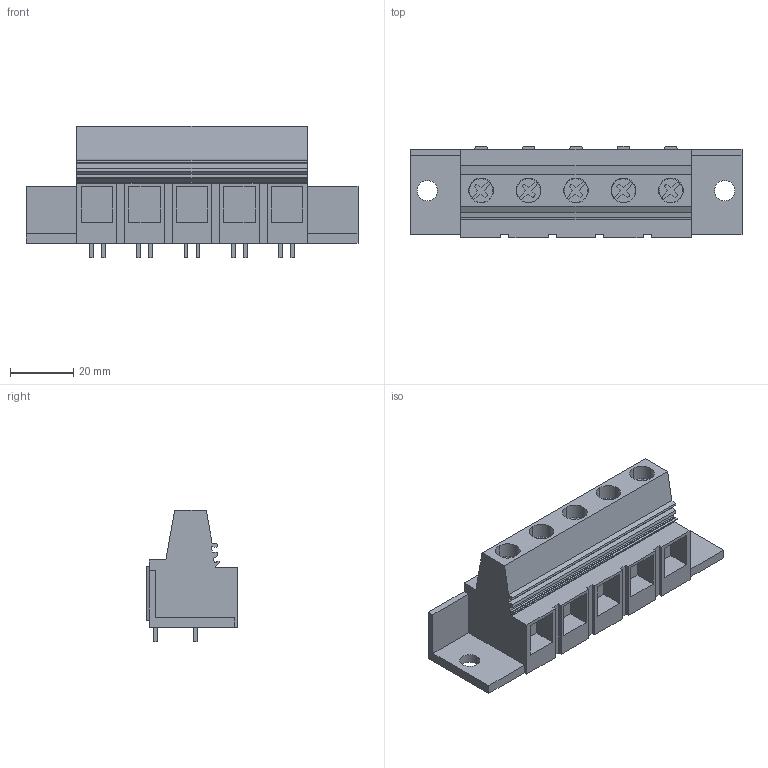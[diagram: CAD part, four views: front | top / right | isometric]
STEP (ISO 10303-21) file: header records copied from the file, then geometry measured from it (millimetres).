
FILE_DESCRIPTION(('CATIA V5 STEP Exchange','CAx-IF Rec.Pracs.--- Model Styling and Organization---1.2---2011-12-15'),'2;1');
FILE_NAME ('D1449868_0_1226550000_1226550000.stp','2018-04-13T09:10:05+00:00',('none'),('Weidmueller'),'CATIA Version 5-6 Release 2014','CATIA V5 STEP AP214','none');
FILE_SCHEMA(('AUTOMOTIVE_DESIGN { 1 0 10303 214 1 1 1 1 }'));
Length unit declared in the file: millimetre
Products named in the file (1): 1226550000
Bounding box: 105 x 29.06 x 41.45 mm (x, y, z)
Volume: 50998.2 mm3; surface area: 20655.6 mm2
Topology: 16 solids, 16 shells, 474 faces, 1274 edges, 852 vertices
Faces by surface type: plane 396, cylinder 68, extrusion 10
Entity records: 14434 total; most frequent: CARTESIAN_POINT 3169, ORIENTED_EDGE 2548, DIRECTION 1873, EDGE_CURVE 1274, VECTOR 1108, LINE 1098, VERTEX_POINT 852, EDGE_LOOP 498
